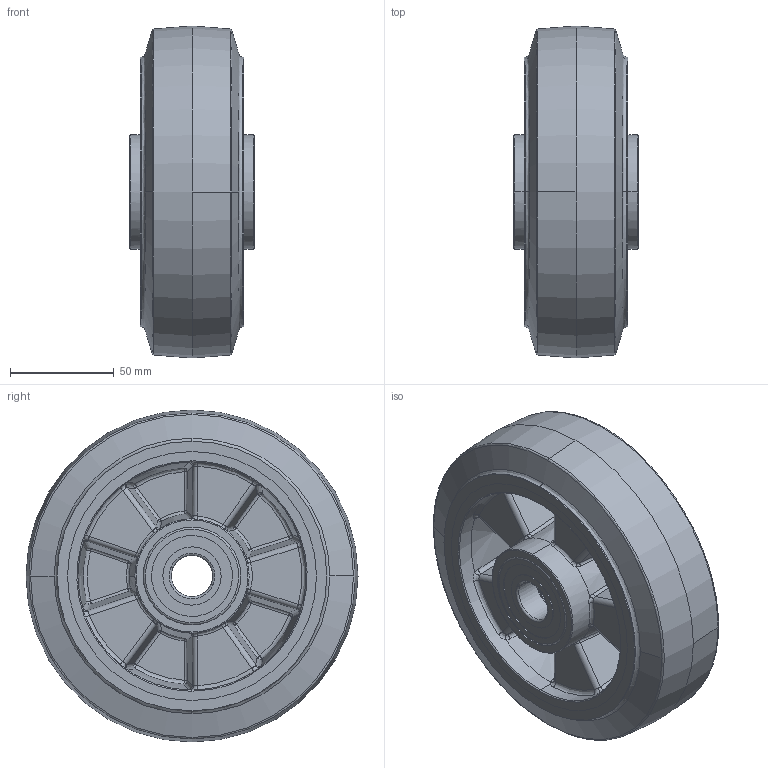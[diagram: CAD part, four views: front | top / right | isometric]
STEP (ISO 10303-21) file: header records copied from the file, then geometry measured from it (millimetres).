
FILE_DESCRIPTION (( 'STEP AP214' ), '1' );
FILE_NAME ('0027771_EGA-160-50-60-K20-grau.STEP', '2015-06-30T14:42:10', ( '' ), ( '' ), 'SwSTEP 2.0', 'SolidWorks 2014', '' );
FILE_SCHEMA (( 'AUTOMOTIVE_DESIGN' ));
Length unit declared in the file: millimetre
Products named in the file (1): 0027771_EGA-160-50-60-K20-grau
Bounding box: 60 x 160 x 160 mm (x, y, z)
Volume: 617319.7 mm3; surface area: 160546.5 mm2
Topology: 5 solids, 7 shells, 463 faces, 1109 edges, 622 vertices
Faces by surface type: bspline 242, cylinder 98, plane 62, torus 32, cone 29
Entity records: 24180 total; most frequent: CARTESIAN_POINT 10262, ORIENTED_EDGE 2126, DIRECTION 1459, EDGE_CURVE 1063, AXIS2_PLACEMENT_3D 656, VERTEX_POINT 622, EDGE_LOOP 485, UNCERTAINTY_MEASURE_WITH_UNIT 470
